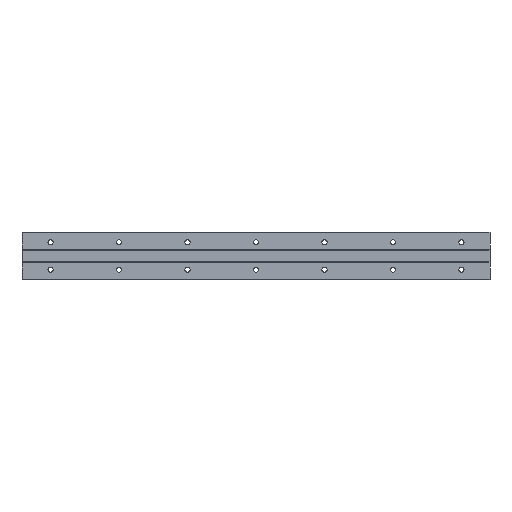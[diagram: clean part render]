
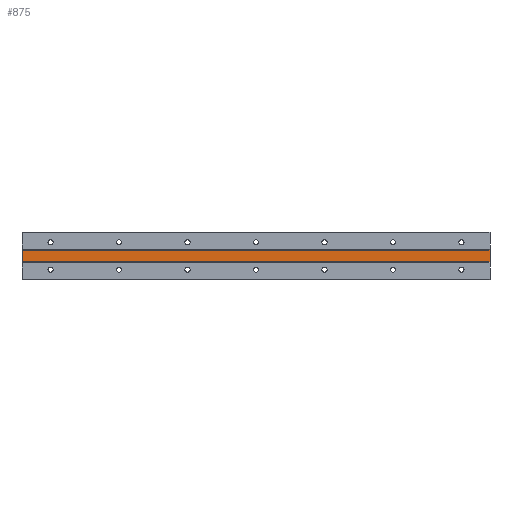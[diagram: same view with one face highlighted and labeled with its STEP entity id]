
A CAD part, front view. The second image highlights one B-rep face of the part: STEP entity #875.
In plain terms, the highlighted planar face has unit normal (0, -1, 0).
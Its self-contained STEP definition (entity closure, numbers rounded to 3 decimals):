
#162 = ORIENTED_EDGE ( 'NONE', *, *, #2563, .T. ) ;
#243 = VERTEX_POINT ( 'NONE', #826 ) ;
#471 = DIRECTION ( 'NONE',  ( 0., 0., 1. ) ) ;
#487 = LINE ( 'NONE', #3304, #3259 ) ;
#511 = VERTEX_POINT ( 'NONE', #1255 ) ;
#634 = AXIS2_PLACEMENT_3D ( 'NONE', #688, #731, #471 ) ;
#659 = EDGE_CURVE ( 'NONE', #2502, #2368, #1384, .T. ) ;
#688 = CARTESIAN_POINT ( 'NONE',  ( 385., 1., 5. ) ) ;
#731 = DIRECTION ( 'NONE',  ( 0., 1., 0. ) ) ;
#826 = CARTESIAN_POINT ( 'NONE',  ( -25., 1., -5. ) ) ;
#856 = LINE ( 'NONE', #2416, #1176 ) ;
#875 = ADVANCED_FACE ( 'NONE', ( #2259 ), #2557, .F. ) ;
#1092 = ORIENTED_EDGE ( 'NONE', *, *, #1678, .T. ) ;
#1103 = LINE ( 'NONE', #2467, #2219 ) ;
#1176 = VECTOR ( 'NONE', #1913, 1000. ) ;
#1255 = CARTESIAN_POINT ( 'NONE',  ( 385., 1., -5. ) ) ;
#1259 = EDGE_CURVE ( 'NONE', #2368, #511, #487, .T. ) ;
#1384 = LINE ( 'NONE', #1692, #1861 ) ;
#1643 = CARTESIAN_POINT ( 'NONE',  ( 385., 1., 5. ) ) ;
#1678 = EDGE_CURVE ( 'NONE', #2502, #243, #1103, .T. ) ;
#1692 = CARTESIAN_POINT ( 'NONE',  ( 385., 1., 5. ) ) ;
#1861 = VECTOR ( 'NONE', #2439, 1000. ) ;
#1913 = DIRECTION ( 'NONE',  ( 1., 0., 0. ) ) ;
#1967 = ORIENTED_EDGE ( 'NONE', *, *, #659, .F. ) ;
#1982 = DIRECTION ( 'NONE',  ( 0., 0., -1. ) ) ;
#2186 = ORIENTED_EDGE ( 'NONE', *, *, #1259, .F. ) ;
#2219 = VECTOR ( 'NONE', #2942, 1000. ) ;
#2259 = FACE_OUTER_BOUND ( 'NONE', #3119, .T. ) ;
#2368 = VERTEX_POINT ( 'NONE', #1643 ) ;
#2416 = CARTESIAN_POINT ( 'NONE',  ( 385., 1., -5. ) ) ;
#2439 = DIRECTION ( 'NONE',  ( 1., 0., 0. ) ) ;
#2467 = CARTESIAN_POINT ( 'NONE',  ( -25., 1., 20.827 ) ) ;
#2502 = VERTEX_POINT ( 'NONE', #2856 ) ;
#2557 = PLANE ( 'NONE',  #634 ) ;
#2563 = EDGE_CURVE ( 'NONE', #243, #511, #856, .T. ) ;
#2856 = CARTESIAN_POINT ( 'NONE',  ( -25., 1., 5. ) ) ;
#2942 = DIRECTION ( 'NONE',  ( 0., 0., -1. ) ) ;
#3119 = EDGE_LOOP ( 'NONE', ( #162, #2186, #1967, #1092 ) ) ;
#3259 = VECTOR ( 'NONE', #1982, 1000. ) ;
#3304 = CARTESIAN_POINT ( 'NONE',  ( 385., 1., 20.827 ) ) ;
